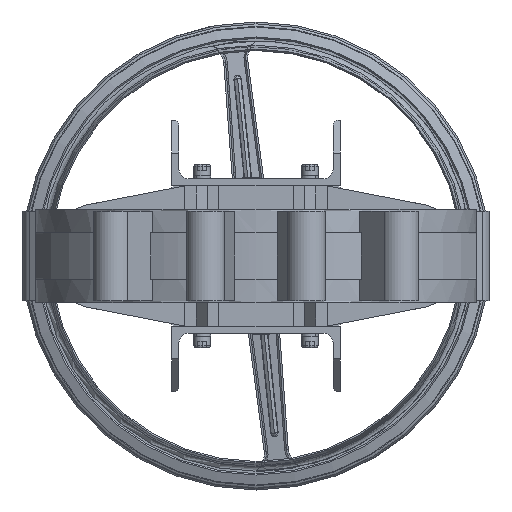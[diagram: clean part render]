
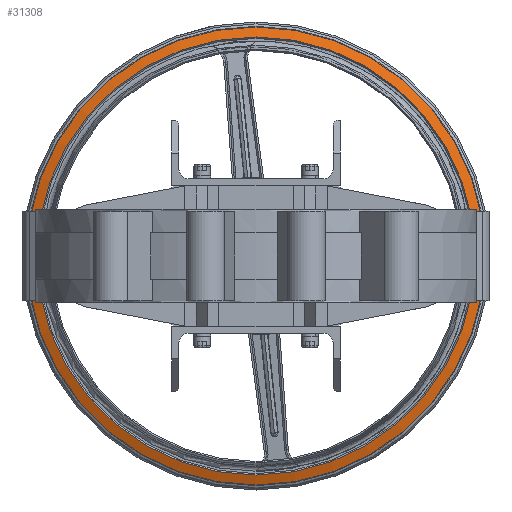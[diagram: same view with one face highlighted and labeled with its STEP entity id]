
A CAD part, front view. The second image highlights one B-rep face of the part: STEP entity #31308.
In plain terms, the highlighted conical face has half-angle 70 degrees and reference radius 245.394 mm.
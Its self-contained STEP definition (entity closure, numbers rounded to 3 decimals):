
#1167=CONICAL_SURFACE('',#33709,245.394,1.222);
#3478=FACE_OUTER_BOUND('',#5291,.T.);
#5291=EDGE_LOOP('',(#25146,#25147,#25148,#25149,#25150,#25151,#25152));
#6485=CIRCLE('',#32733,245.394);
#6486=CIRCLE('',#32734,245.394);
#7184=CIRCLE('',#33710,234.);
#7185=CIRCLE('',#33711,234.);
#7186=CIRCLE('',#33712,234.);
#8824=LINE('',#56482,#11180);
#11180=VECTOR('',#39234,245.394);
#13432=VERTEX_POINT('',#51685);
#13433=VERTEX_POINT('',#51687);
#14445=VERTEX_POINT('',#56481);
#14446=VERTEX_POINT('',#56483);
#14447=VERTEX_POINT('',#56485);
#17150=EDGE_CURVE('',#13432,#13433,#6485,.T.);
#17151=EDGE_CURVE('',#13433,#13432,#6486,.T.);
#18374=EDGE_CURVE('',#13432,#14445,#8824,.T.);
#18375=EDGE_CURVE('',#14445,#14446,#7184,.T.);
#18376=EDGE_CURVE('',#14446,#14447,#7185,.T.);
#18377=EDGE_CURVE('',#14447,#14445,#7186,.T.);
#25146=ORIENTED_EDGE('',*,*,#17151,.F.);
#25147=ORIENTED_EDGE('',*,*,#17150,.F.);
#25148=ORIENTED_EDGE('',*,*,#18374,.T.);
#25149=ORIENTED_EDGE('',*,*,#18375,.T.);
#25150=ORIENTED_EDGE('',*,*,#18376,.T.);
#25151=ORIENTED_EDGE('',*,*,#18377,.T.);
#25152=ORIENTED_EDGE('',*,*,#18374,.F.);
#31308=ADVANCED_FACE('',(#3478),#1167,.T.);
#32733=AXIS2_PLACEMENT_3D('',#51688,#36987,#36988);
#32734=AXIS2_PLACEMENT_3D('',#51689,#36989,#36990);
#33709=AXIS2_PLACEMENT_3D('',#56480,#39232,#39233);
#33710=AXIS2_PLACEMENT_3D('',#56484,#39235,#39236);
#33711=AXIS2_PLACEMENT_3D('',#56486,#39237,#39238);
#33712=AXIS2_PLACEMENT_3D('',#56487,#39239,#39240);
#36987=DIRECTION('center_axis',(0.,1.,0.));
#36988=DIRECTION('ref_axis',(-0.104,0.,0.995));
#36989=DIRECTION('center_axis',(0.,1.,0.));
#36990=DIRECTION('ref_axis',(-0.104,0.,0.995));
#39232=DIRECTION('center_axis',(0.,1.,0.));
#39233=DIRECTION('ref_axis',(0.,0.,1.));
#39234=DIRECTION('',(0.,-0.342,0.94));
#39235=DIRECTION('center_axis',(0.,1.,0.));
#39236=DIRECTION('ref_axis',(-0.104,0.,0.995));
#39237=DIRECTION('center_axis',(0.,1.,0.));
#39238=DIRECTION('ref_axis',(-0.104,0.,0.995));
#39239=DIRECTION('center_axis',(0.,1.,0.));
#39240=DIRECTION('ref_axis',(-0.104,0.,0.995));
#51685=CARTESIAN_POINT('',(0.,988.324,-245.394));
#51687=CARTESIAN_POINT('',(0.,988.324,245.394));
#51688=CARTESIAN_POINT('Origin',(0.,988.324,
0.));
#51689=CARTESIAN_POINT('Origin',(0.,988.324,
0.));
#56480=CARTESIAN_POINT('Origin',(0.,988.324,
0.));
#56481=CARTESIAN_POINT('',(0.,984.176,-234.));
#56482=CARTESIAN_POINT('',(0.,988.324,-245.394));
#56483=CARTESIAN_POINT('',(-234.,984.176,0.));
#56484=CARTESIAN_POINT('Origin',(0.,984.176,
0.));
#56485=CARTESIAN_POINT('',(234.,984.176,0.));
#56486=CARTESIAN_POINT('Origin',(0.,984.176,
0.));
#56487=CARTESIAN_POINT('Origin',(0.,984.176,
0.));
